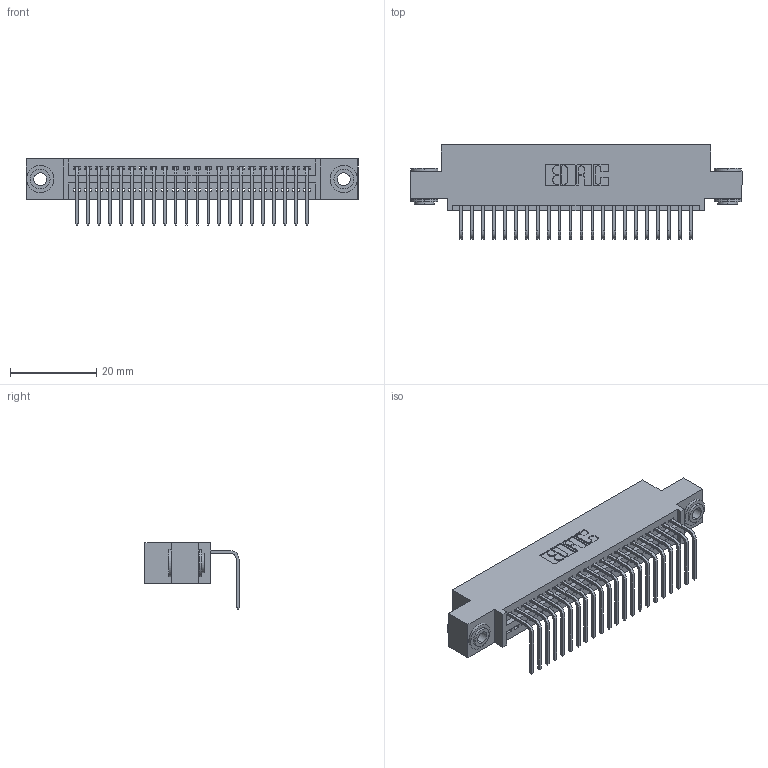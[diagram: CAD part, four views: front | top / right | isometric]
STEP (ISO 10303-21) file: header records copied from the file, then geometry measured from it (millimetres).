
FILE_DESCRIPTION (( 'STEP AP203' ), '1' );
FILE_NAME ('395-022-558-403.STEP', '2018-11-08T05:55:04', ( '' ), ( '' ), 'SwSTEP 2.0', 'SolidWorks 2016', '' );
FILE_SCHEMA (( 'CONFIG_CONTROL_DESIGN' ));
Length unit declared in the file: inch
Products named in the file (4): 345-292-001_558 Tail - 2; 345 Part_0.110 Offset - 0.156 Dia-TH; 395-022-558-403; 345-250-002_345-250-002-102
Assembly tree (25 placements, depth 2):
  395-022-558-403
    345 Part_0.110 Offset - 0.156 Dia-TH
    345-292-001_558 Tail - 2  x22
    345-250-002_345-250-002-102  x2
Bounding box: 77.09 x 21.83 x 15.37 mm (x, y, z)
Volume: 7177.5 mm3; surface area: 9993.5 mm2
Topology: 25 solids, 25 shells, 1488 faces, 4433 edges, 2922 vertices
Faces by surface type: plane 1018, cylinder 462, cone 8
Entity records: 20116 total; most frequent: CARTESIAN_POINT 3465, ORIENTED_EDGE 3414, DIRECTION 3085, EDGE_CURVE 1707, VECTOR 1463, LINE 1463, VERTEX_POINT 1134, AXIS2_PLACEMENT_3D 811
